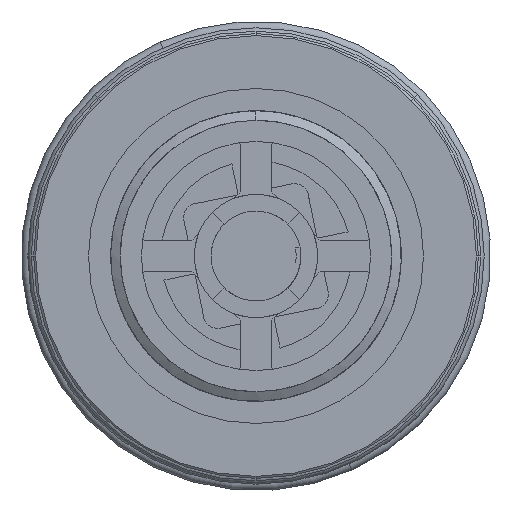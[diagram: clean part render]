
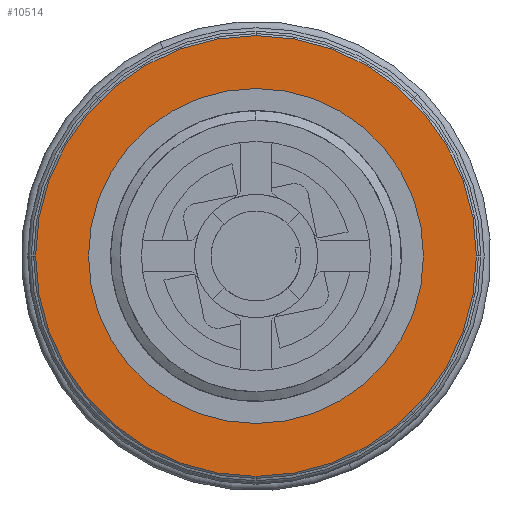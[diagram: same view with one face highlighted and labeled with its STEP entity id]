
A CAD part, front view. The second image highlights one B-rep face of the part: STEP entity #10514.
In plain terms, the highlighted face is planar.
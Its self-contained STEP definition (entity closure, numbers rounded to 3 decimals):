
#170 = DIRECTION ( 'NONE',  ( 0., 0., -1. ) ) ;
#273 = DIRECTION ( 'NONE',  ( 0., -1., 0. ) ) ;
#934 = ORIENTED_EDGE ( 'NONE', *, *, #2574, .F. ) ;
#1335 = CARTESIAN_POINT ( 'NONE',  ( 0., 6., 0. ) ) ;
#1573 = DIRECTION ( 'NONE',  ( 0., -1., 0. ) ) ;
#2574 = EDGE_CURVE ( 'NONE', #9822, #11688, #9425, .T. ) ;
#3847 = DIRECTION ( 'NONE',  ( 0., 0., -1. ) ) ;
#4099 = CARTESIAN_POINT ( 'NONE',  ( 0., 6., 0. ) ) ;
#4337 = VERTEX_POINT ( 'NONE', #17844 ) ;
#4559 = DIRECTION ( 'NONE',  ( 0., 0., 1. ) ) ;
#4966 = ORIENTED_EDGE ( 'NONE', *, *, #12926, .F. ) ;
#5079 = EDGE_LOOP ( 'NONE', ( #20743, #20236 ) ) ;
#6081 = EDGE_LOOP ( 'NONE', ( #4966, #934 ) ) ;
#6134 = EDGE_CURVE ( 'NONE', #4337, #7440, #17643, .T. ) ;
#6411 = CARTESIAN_POINT ( 'NONE',  ( 31.25, 6., 0. ) ) ;
#6758 = CIRCLE ( 'NONE', #14621, 23.75 ) ;
#7440 = VERTEX_POINT ( 'NONE', #12063 ) ;
#8238 = AXIS2_PLACEMENT_3D ( 'NONE', #15076, #9975, #170 ) ;
#9425 = CIRCLE ( 'NONE', #12597, 31.25 ) ;
#9822 = VERTEX_POINT ( 'NONE', #20044 ) ;
#9975 = DIRECTION ( 'NONE',  ( 0., -1., 0. ) ) ;
#10514 = ADVANCED_FACE ( 'NONE', ( #18100, #14169 ), #16250, .T. ) ;
#11688 = VERTEX_POINT ( 'NONE', #23596 ) ;
#12063 = CARTESIAN_POINT ( 'NONE',  ( 0., 6., 23.75 ) ) ;
#12597 = AXIS2_PLACEMENT_3D ( 'NONE', #18225, #20206, #12697 ) ;
#12697 = DIRECTION ( 'NONE',  ( 0., 0., -1. ) ) ;
#12710 = AXIS2_PLACEMENT_3D ( 'NONE', #1335, #1573, #23956 ) ;
#12926 = EDGE_CURVE ( 'NONE', #11688, #9822, #18473, .T. ) ;
#13927 = DIRECTION ( 'NONE',  ( 0., 1., 0. ) ) ;
#13951 = EDGE_CURVE ( 'NONE', #7440, #4337, #6758, .T. ) ;
#14169 = FACE_OUTER_BOUND ( 'NONE', #6081, .T. ) ;
#14621 = AXIS2_PLACEMENT_3D ( 'NONE', #4099, #273, #3847 ) ;
#15076 = CARTESIAN_POINT ( 'NONE',  ( 0., 6., 0. ) ) ;
#16250 = PLANE ( 'NONE',  #19269 ) ;
#17643 = CIRCLE ( 'NONE', #12710, 23.75 ) ;
#17844 = CARTESIAN_POINT ( 'NONE',  ( 0., 6., -23.75 ) ) ;
#18100 = FACE_BOUND ( 'NONE', #5079, .T. ) ;
#18225 = CARTESIAN_POINT ( 'NONE',  ( 0., 6., 0. ) ) ;
#18473 = CIRCLE ( 'NONE', #8238, 31.25 ) ;
#19269 = AXIS2_PLACEMENT_3D ( 'NONE', #6411, #13927, #4559 ) ;
#20044 = CARTESIAN_POINT ( 'NONE',  ( 0., 6., 31.25 ) ) ;
#20206 = DIRECTION ( 'NONE',  ( 0., -1., 0. ) ) ;
#20236 = ORIENTED_EDGE ( 'NONE', *, *, #13951, .T. ) ;
#20743 = ORIENTED_EDGE ( 'NONE', *, *, #6134, .T. ) ;
#23596 = CARTESIAN_POINT ( 'NONE',  ( 0., 6., -31.25 ) ) ;
#23956 = DIRECTION ( 'NONE',  ( 0., 0., -1. ) ) ;
